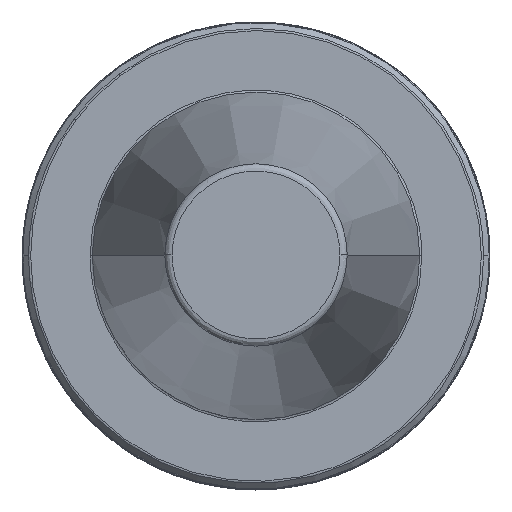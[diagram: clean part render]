
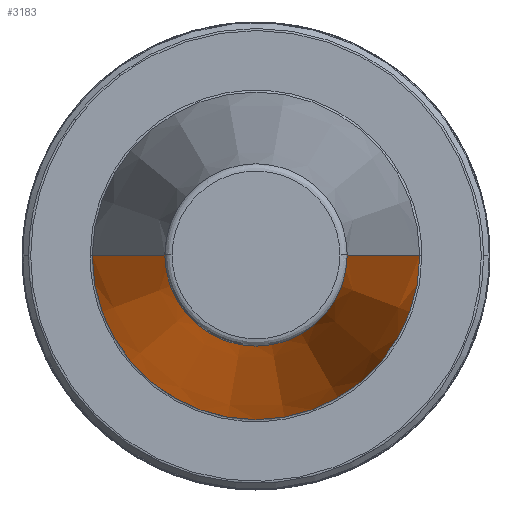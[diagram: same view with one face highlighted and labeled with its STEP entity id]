
A CAD part, top view. The second image highlights one B-rep face of the part: STEP entity #3183.
In plain terms, the highlighted conical face has half-angle 8.297 degrees and reference radius 22.225 mm.
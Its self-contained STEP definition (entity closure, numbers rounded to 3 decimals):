
#182 = CARTESIAN_POINT ( 'NONE',  ( 22.225, 0., 0. ) ) ;
#207 = DIRECTION ( 'NONE',  ( 0.144, 0., -0.99 ) ) ;
#294 = VERTEX_POINT ( 'NONE', #1351 ) ;
#334 = LINE ( 'NONE', #182, #3657 ) ;
#1236 = CARTESIAN_POINT ( 'NONE',  ( -22.225, 0., 0. ) ) ;
#1300 = CARTESIAN_POINT ( 'NONE',  ( -22.225, 0., 0. ) ) ;
#1314 = EDGE_CURVE ( 'NONE', #294, #3047, #334, .T. ) ;
#1351 = CARTESIAN_POINT ( 'NONE',  ( 12.375, 0., 67.544 ) ) ;
#1442 = ORIENTED_EDGE ( 'NONE', *, *, #2363, .T. ) ;
#1465 = FACE_OUTER_BOUND ( 'NONE', #3798, .T. ) ;
#1661 = CIRCLE ( 'NONE', #4109, 12.375 ) ;
#1665 = CARTESIAN_POINT ( 'NONE',  ( 0., 0., 0. ) ) ;
#1753 = ORIENTED_EDGE ( 'NONE', *, *, #1314, .F. ) ;
#1816 = CARTESIAN_POINT ( 'NONE',  ( 0., 0., 67.544 ) ) ;
#1992 = DIRECTION ( 'NONE',  ( 1., 0., 0. ) ) ;
#2066 = DIRECTION ( 'NONE',  ( 0., 0., -1. ) ) ;
#2125 = CONICAL_SURFACE ( 'NONE', #4135, 22.225, 0.145 ) ;
#2145 = DIRECTION ( 'NONE',  ( -1., 0., 0. ) ) ;
#2210 = VERTEX_POINT ( 'NONE', #2765 ) ;
#2288 = AXIS2_PLACEMENT_3D ( 'NONE', #1665, #3837, #1992 ) ;
#2363 = EDGE_CURVE ( 'NONE', #2210, #3664, #4077, .T. ) ;
#2505 = ORIENTED_EDGE ( 'NONE', *, *, #3923, .T. ) ;
#2556 = VECTOR ( 'NONE', #4116, 1000. ) ;
#2765 = CARTESIAN_POINT ( 'NONE',  ( -12.375, 0., 67.544 ) ) ;
#3047 = VERTEX_POINT ( 'NONE', #4120 ) ;
#3071 = EDGE_CURVE ( 'NONE', #3047, #3664, #3452, .T. ) ;
#3183 = ADVANCED_FACE ( 'NONE', ( #1465 ), #2125, .T. ) ;
#3452 = CIRCLE ( 'NONE', #2288, 22.225 ) ;
#3598 = DIRECTION ( 'NONE',  ( -1., 0., 0. ) ) ;
#3657 = VECTOR ( 'NONE', #207, 1000. ) ;
#3664 = VERTEX_POINT ( 'NONE', #1236 ) ;
#3798 = EDGE_LOOP ( 'NONE', ( #1753, #2505, #1442, #3852 ) ) ;
#3837 = DIRECTION ( 'NONE',  ( 0., 0., -1. ) ) ;
#3852 = ORIENTED_EDGE ( 'NONE', *, *, #3071, .F. ) ;
#3910 = CARTESIAN_POINT ( 'NONE',  ( 0., 0., 0. ) ) ;
#3923 = EDGE_CURVE ( 'NONE', #294, #2210, #1661, .T. ) ;
#3991 = DIRECTION ( 'NONE',  ( 0., 0., -1. ) ) ;
#4077 = LINE ( 'NONE', #1300, #2556 ) ;
#4109 = AXIS2_PLACEMENT_3D ( 'NONE', #1816, #3991, #2145 ) ;
#4116 = DIRECTION ( 'NONE',  ( -0.144, 0., -0.99 ) ) ;
#4120 = CARTESIAN_POINT ( 'NONE',  ( 22.225, 0., 0. ) ) ;
#4135 = AXIS2_PLACEMENT_3D ( 'NONE', #3910, #2066, #3598 ) ;
